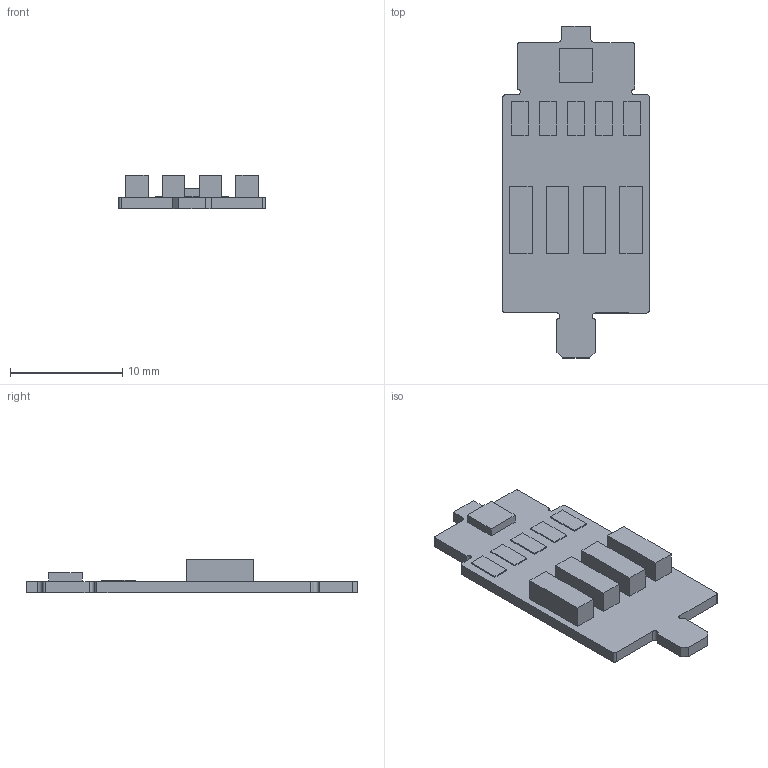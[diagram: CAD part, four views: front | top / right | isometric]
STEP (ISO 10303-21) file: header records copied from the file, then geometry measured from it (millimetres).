
FILE_DESCRIPTION(('Open CASCADE Model'),'2;1');
FILE_NAME('Open CASCADE Shape Model','2016-03-14T13:12:51',('Author'),( 'Open CASCADE'),'Open CASCADE STEP processor 6.8','Open CASCADE 6.8' ,'Unknown');
FILE_SCHEMA(('AUTOMOTIVE_DESIGN { 1 0 10303 214 1 1 1 1 }'));
Length unit declared in the file: millimetre
Products named in the file (14): PCB; Board; P4; 1137045768; Extruded; P3; P2; P1; U9; 1002506688; P9; 1137045632
Assembly tree (20 placements, depth 4):
  PCB
    Board
    P4
      1137045768
        Extruded
    P3
      1137045768
        Extruded
    P2
      1137045768
        Extruded
    P1
      1137045768
        Extruded
    U9
      1002506688
        Extruded
    P9
      1137045632  x5
        Extruded
Bounding box: 13.02 x 29.51 x 3 mm (x, y, z)
Volume: 422.1 mm3; surface area: 1019.4 mm2
Topology: 11 solids, 11 shells, 92 faces, 210 edges, 140 vertices
Faces by surface type: plane 80, cylinder 12
Entity records: 3504 total; most frequent: CARTESIAN_POINT 605, DIRECTION 532, LINE 330, VECTOR 330, ORIENTED_EDGE 252, PCURVE 252, DEFINITIONAL_REPRESENTATION 252, EDGE_CURVE 126
